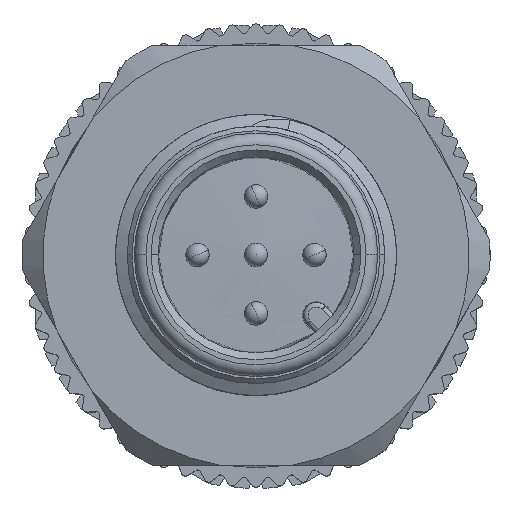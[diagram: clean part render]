
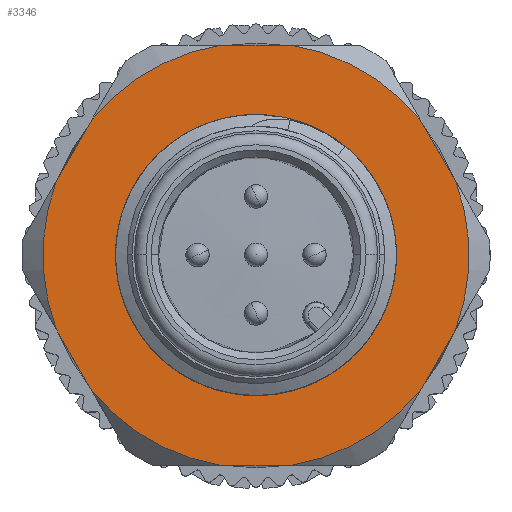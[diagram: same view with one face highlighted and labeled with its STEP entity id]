
A CAD part, top view. The second image highlights one B-rep face of the part: STEP entity #3346.
In plain terms, the highlighted planar face has unit normal (0, 0, 1).
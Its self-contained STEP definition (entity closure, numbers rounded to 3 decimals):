
#753=LINE('',#17867,#1582);
#754=LINE('',#17868,#1583);
#755=LINE('',#17869,#1584);
#756=LINE('',#17870,#1585);
#757=LINE('',#17871,#1586);
#758=LINE('',#17875,#1587);
#1582=VECTOR('',#12938,1.);
#1583=VECTOR('',#12939,1.);
#1584=VECTOR('',#12940,1.);
#1585=VECTOR('',#12941,1.);
#1586=VECTOR('',#12942,1.);
#1587=VECTOR('',#12945,1.);
#2376=PLANE('',#11681);
#3346=ADVANCED_FACE('',(#3983,#3984),#2376,.T.);
#3983=FACE_BOUND('',#4106,.T.);
#3984=FACE_BOUND('',#4107,.T.);
#4106=EDGE_LOOP('',(#5030,#5031));
#4107=EDGE_LOOP('',(#5032,#5033,#5034,#5035,#5036,#5037,#5038,#5039,#5040,
#5041,#5042,#5043));
#5030=ORIENTED_EDGE('',*,*,#9480,.F.);
#5031=ORIENTED_EDGE('',*,*,#9479,.F.);
#5032=ORIENTED_EDGE('',*,*,#9513,.T.);
#5033=ORIENTED_EDGE('',*,*,#9486,.T.);
#5034=ORIENTED_EDGE('',*,*,#9514,.T.);
#5035=ORIENTED_EDGE('',*,*,#9493,.T.);
#5036=ORIENTED_EDGE('',*,*,#9515,.T.);
#5037=ORIENTED_EDGE('',*,*,#9495,.T.);
#5038=ORIENTED_EDGE('',*,*,#9516,.T.);
#5039=ORIENTED_EDGE('',*,*,#9510,.T.);
#5040=ORIENTED_EDGE('',*,*,#9517,.T.);
#5041=ORIENTED_EDGE('',*,*,#9518,.T.);
#5042=ORIENTED_EDGE('',*,*,#9519,.T.);
#5043=ORIENTED_EDGE('',*,*,#9500,.T.);
#8268=VERTEX_POINT('',#17761);
#8269=VERTEX_POINT('',#17763);
#8274=VERTEX_POINT('',#17781);
#8275=VERTEX_POINT('',#17783);
#8280=VERTEX_POINT('',#17802);
#8281=VERTEX_POINT('',#17804);
#8282=VERTEX_POINT('',#17811);
#8283=VERTEX_POINT('',#17812);
#8286=VERTEX_POINT('',#17829);
#8288=VERTEX_POINT('',#17832);
#8296=VERTEX_POINT('',#17856);
#8297=VERTEX_POINT('',#17857);
#8298=VERTEX_POINT('',#17872);
#8299=VERTEX_POINT('',#17874);
#9479=EDGE_CURVE('',#8269,#8268,#11102,.T.);
#9480=EDGE_CURVE('',#8268,#8269,#11103,.T.);
#9486=EDGE_CURVE('',#8275,#8274,#11106,.T.);
#9493=EDGE_CURVE('',#8281,#8280,#11109,.T.);
#9495=EDGE_CURVE('',#8282,#8283,#11110,.T.);
#9500=EDGE_CURVE('',#8288,#8286,#11112,.T.);
#9510=EDGE_CURVE('',#8296,#8297,#11117,.T.);
#9513=EDGE_CURVE('',#8286,#8275,#753,.T.);
#9514=EDGE_CURVE('',#8274,#8281,#754,.T.);
#9515=EDGE_CURVE('',#8280,#8282,#755,.T.);
#9516=EDGE_CURVE('',#8283,#8296,#756,.T.);
#9517=EDGE_CURVE('',#8297,#8298,#757,.T.);
#9518=EDGE_CURVE('',#8298,#8299,#11118,.T.);
#9519=EDGE_CURVE('',#8299,#8288,#758,.T.);
#11102=CIRCLE('',#11653,6.);
#11103=CIRCLE('',#11655,6.);
#11106=CIRCLE('',#11660,9.101);
#11109=CIRCLE('',#11665,9.101);
#11110=CIRCLE('',#11667,9.101);
#11112=CIRCLE('',#11670,9.101);
#11117=CIRCLE('',#11678,9.101);
#11118=CIRCLE('',#11680,9.101);
#11653=AXIS2_PLACEMENT_3D('',#17764,#12876,#12877);
#11655=AXIS2_PLACEMENT_3D('',#17766,#12880,#12881);
#11660=AXIS2_PLACEMENT_3D('',#17782,#12892,#12893);
#11665=AXIS2_PLACEMENT_3D('',#17803,#12904,#12905);
#11667=AXIS2_PLACEMENT_3D('',#17810,#12908,#12909);
#11670=AXIS2_PLACEMENT_3D('',#17831,#12914,#12915);
#11678=AXIS2_PLACEMENT_3D('',#17855,#12934,#12935);
#11680=AXIS2_PLACEMENT_3D('',#17873,#12943,#12944);
#11681=AXIS2_PLACEMENT_3D('',#17876,#12946,#12947);
#12876=DIRECTION('',(0.,0.,1.));
#12877=DIRECTION('',(-1.,0.,0.));
#12880=DIRECTION('',(0.,0.,1.));
#12881=DIRECTION('',(1.,0.,0.));
#12892=DIRECTION('',(0.,0.,1.));
#12893=DIRECTION('',(0.769,0.639,0.));
#12904=DIRECTION('',(0.,0.,1.));
#12905=DIRECTION('',(-0.169,0.986,0.));
#12908=DIRECTION('',(0.,0.,1.));
#12909=DIRECTION('',(-0.938,0.346,0.));
#12914=DIRECTION('',(0.,0.,1.));
#12915=DIRECTION('',(0.938,-0.346,0.));
#12934=DIRECTION('',(0.,0.,1.));
#12935=DIRECTION('',(-0.769,-0.639,0.));
#12938=DIRECTION('',(-0.5,0.866,0.));
#12939=DIRECTION('',(-1.,0.,0.));
#12940=DIRECTION('',(-0.5,-0.866,0.));
#12941=DIRECTION('',(0.5,-0.866,0.));
#12942=DIRECTION('',(1.,0.,0.));
#12943=DIRECTION('',(0.,0.,1.));
#12944=DIRECTION('',(0.169,-0.986,0.));
#12945=DIRECTION('',(0.5,0.866,0.));
#12946=DIRECTION('',(0.,0.,1.));
#12947=DIRECTION('',(-1.,0.,0.));
#17761=CARTESIAN_POINT('',(6.,0.,-9.1));
#17763=CARTESIAN_POINT('',(-6.,0.,-9.1));
#17764=CARTESIAN_POINT('',(0.,0.,-9.1));
#17766=CARTESIAN_POINT('',(0.,0.,-9.1));
#17781=CARTESIAN_POINT('',(1.541,8.97,-9.1));
#17782=CARTESIAN_POINT('',(0.,0.,-9.1));
#17783=CARTESIAN_POINT('',(6.998,5.819,-9.1));
#17802=CARTESIAN_POINT('',(-6.998,5.819,-9.1));
#17803=CARTESIAN_POINT('',(0.,0.,-9.1));
#17804=CARTESIAN_POINT('',(-1.541,8.97,-9.1));
#17810=CARTESIAN_POINT('',(0.,0.,-9.1));
#17811=CARTESIAN_POINT('',(-8.539,3.151,-9.1));
#17812=CARTESIAN_POINT('',(-8.539,-3.151,-9.1));
#17829=CARTESIAN_POINT('',(8.539,3.151,-9.1));
#17831=CARTESIAN_POINT('',(0.,0.,-9.1));
#17832=CARTESIAN_POINT('',(8.539,-3.151,-9.1));
#17855=CARTESIAN_POINT('',(0.,0.,-9.1));
#17856=CARTESIAN_POINT('',(-6.998,-5.819,-9.1));
#17857=CARTESIAN_POINT('',(-1.541,-8.97,-9.1));
#17867=CARTESIAN_POINT('',(8.539,3.151,-9.1));
#17868=CARTESIAN_POINT('',(1.541,8.97,-9.1));
#17869=CARTESIAN_POINT('',(-6.998,5.819,-9.1));
#17870=CARTESIAN_POINT('',(-8.539,-3.151,-9.1));
#17871=CARTESIAN_POINT('',(-1.541,-8.97,-9.1));
#17872=CARTESIAN_POINT('',(1.541,-8.97,-9.1));
#17873=CARTESIAN_POINT('',(0.,0.,-9.1));
#17874=CARTESIAN_POINT('',(6.998,-5.819,-9.1));
#17875=CARTESIAN_POINT('',(6.998,-5.819,-9.1));
#17876=CARTESIAN_POINT('',(0.,0.,-9.1));
